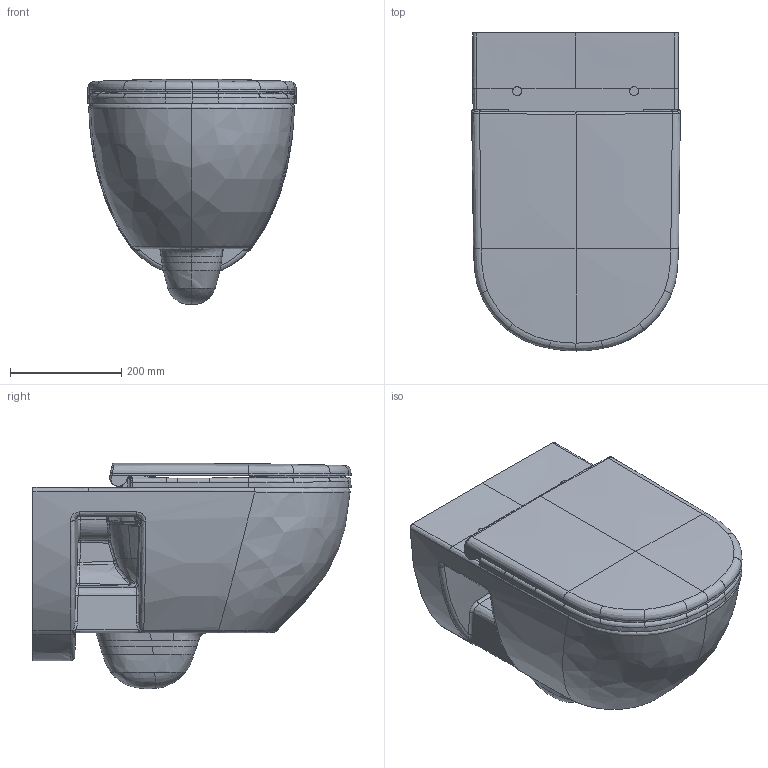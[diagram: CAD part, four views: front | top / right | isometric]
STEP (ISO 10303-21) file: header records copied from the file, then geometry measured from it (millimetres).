
FILE_DESCRIPTION(/* description */ (''),/* implementation_level */ '2;1');
FILE_NAME(/* name */ '251409',/* time_stamp */ '2024-12-17T14:22:44+01:00',/* author */ (''),/* organization */ (''),/* preprocessor_version */ 'ST-DEVELOPER v15',/* originating_system */ '',/* authorisation */ '');
FILE_SCHEMA (('AUTOMOTIVE_DESIGN'));
Length unit declared in the file: millimetre
Products named in the file (1): Document
Bounding box: 375.13 x 571.21 x 404.77 mm (x, y, z)
Volume: 1801305.7 mm3; surface area: 1776050.4 mm2
Topology: 2 solids, 5 shells, 1194 faces, 2871 edges, 1636 vertices
Faces by surface type: bspline 1151, plane 43
Entity records: 225121 total; most frequent: CARTESIAN_POINT 207510, ORIENTED_EDGE 5632, EDGE_CURVE 2825, B_SPLINE_CURVE_WITH_KNOTS 2693, VERTEX_POINT 1636, EDGE_LOOP 1197, ADVANCED_FACE 1194, FACE_OUTER_BOUND 1194
